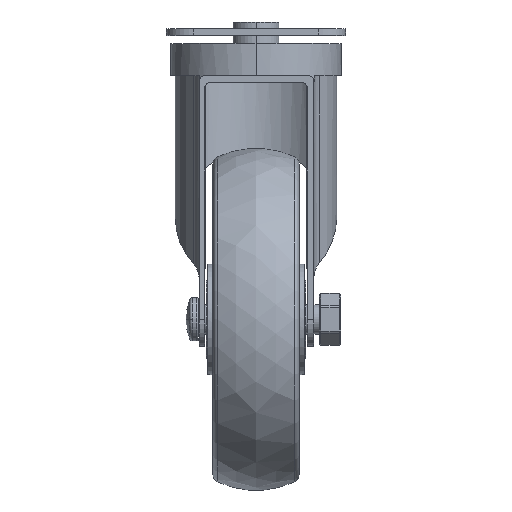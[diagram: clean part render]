
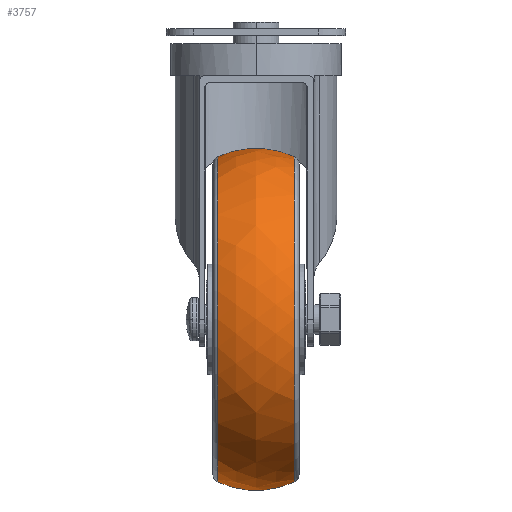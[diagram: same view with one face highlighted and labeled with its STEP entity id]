
A CAD part, top view. The second image highlights one B-rep face of the part: STEP entity #3757.
In plain terms, the highlighted free-form (B-spline) face has degree [2, 2] with [3, 5] control points.
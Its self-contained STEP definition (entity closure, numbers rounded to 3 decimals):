
#15=(
BOUNDED_SURFACE()
B_SPLINE_SURFACE(2,2,((#6642,#6643,#6644,#6645,#6646),(#6647,#6648,#6649,
#6650,#6651),(#6652,#6653,#6654,#6655,#6656)),.UNSPECIFIED.,.F.,.F.,.F.)
B_SPLINE_SURFACE_WITH_KNOTS((3,3),(3,2,3),(-0.433,0.433),
(-3.142,-1.571,0.),.UNSPECIFIED.)
GEOMETRIC_REPRESENTATION_ITEM()
RATIONAL_B_SPLINE_SURFACE(((1.,0.707,1.,0.707,1.),
(0.908,0.642,0.908,0.642,
0.908),(1.,0.707,1.,0.707,1.)))
REPRESENTATION_ITEM('')
SURFACE()
);
#961=FACE_OUTER_BOUND('',#1210,.T.);
#1210=EDGE_LOOP('',(#3415,#3416,#3417,#3418));
#1449=CIRCLE('',#4232,60.366);
#1452=CIRCLE('',#4236,34.);
#1454=CIRCLE('',#4238,34.);
#1455=CIRCLE('',#4239,60.366);
#1807=VERTEX_POINT('',#6615);
#1808=VERTEX_POINT('',#6617);
#1809=VERTEX_POINT('',#6637);
#1810=VERTEX_POINT('',#6639);
#2346=EDGE_CURVE('',#1807,#1808,#1449,.T.);
#2349=EDGE_CURVE('',#1809,#1808,#1452,.T.);
#2351=EDGE_CURVE('',#1810,#1807,#1454,.T.);
#2352=EDGE_CURVE('',#1809,#1810,#1455,.T.);
#3415=ORIENTED_EDGE('',*,*,#2351,.F.);
#3416=ORIENTED_EDGE('',*,*,#2352,.F.);
#3417=ORIENTED_EDGE('',*,*,#2349,.T.);
#3418=ORIENTED_EDGE('',*,*,#2346,.F.);
#3757=ADVANCED_FACE('',(#961),#15,.F.);
#4232=AXIS2_PLACEMENT_3D('',#6618,#5449,#5450);
#4236=AXIS2_PLACEMENT_3D('',#6638,#5457,#5458);
#4238=AXIS2_PLACEMENT_3D('',#6641,#5461,#5462);
#4239=AXIS2_PLACEMENT_3D('',#6657,#5463,#5464);
#5449=DIRECTION('center_axis',(-1.,0.,0.));
#5450=DIRECTION('ref_axis',(0.,-1.,0.));
#5457=DIRECTION('center_axis',(0.,0.,1.));
#5458=DIRECTION('ref_axis',(0.419,0.908,0.));
#5461=DIRECTION('center_axis',(0.,0.,-1.));
#5462=DIRECTION('ref_axis',(0.419,-0.908,0.));
#5463=DIRECTION('center_axis',(1.,0.,0.));
#5464=DIRECTION('ref_axis',(0.,1.,0.));
#6615=CARTESIAN_POINT('',(-14.258,-168.366,30.));
#6617=CARTESIAN_POINT('',(-14.258,-47.634,30.));
#6618=CARTESIAN_POINT('Origin',(-14.258,-108.,30.));
#6637=CARTESIAN_POINT('',(14.258,-47.634,30.));
#6638=CARTESIAN_POINT('Origin',(0.,-78.5,30.));
#6639=CARTESIAN_POINT('',(14.258,-168.366,30.));
#6641=CARTESIAN_POINT('Origin',(0.,-137.5,30.));
#6642=CARTESIAN_POINT('Ctrl Pts',(-14.258,-47.634,30.));
#6643=CARTESIAN_POINT('Ctrl Pts',(-14.258,-47.634,90.366));
#6644=CARTESIAN_POINT('Ctrl Pts',(-14.258,-108.,90.366));
#6645=CARTESIAN_POINT('Ctrl Pts',(-14.258,-168.366,90.366));
#6646=CARTESIAN_POINT('Ctrl Pts',(-14.258,-168.366,30.));
#6647=CARTESIAN_POINT('Ctrl Pts',(0.,-41.048,
30.));
#6648=CARTESIAN_POINT('Ctrl Pts',(0.,-41.048,
96.952));
#6649=CARTESIAN_POINT('Ctrl Pts',(0.,-108.,96.952));
#6650=CARTESIAN_POINT('Ctrl Pts',(0.,-174.952,
96.952));
#6651=CARTESIAN_POINT('Ctrl Pts',(0.,-174.952,
30.));
#6652=CARTESIAN_POINT('Ctrl Pts',(14.258,-47.634,30.));
#6653=CARTESIAN_POINT('Ctrl Pts',(14.258,-47.634,90.366));
#6654=CARTESIAN_POINT('Ctrl Pts',(14.258,-108.,90.366));
#6655=CARTESIAN_POINT('Ctrl Pts',(14.258,-168.366,90.366));
#6656=CARTESIAN_POINT('Ctrl Pts',(14.258,-168.366,30.));
#6657=CARTESIAN_POINT('Origin',(14.258,-108.,30.));
